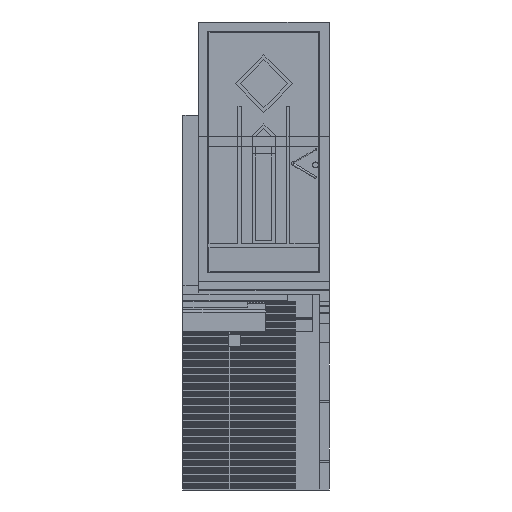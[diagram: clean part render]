
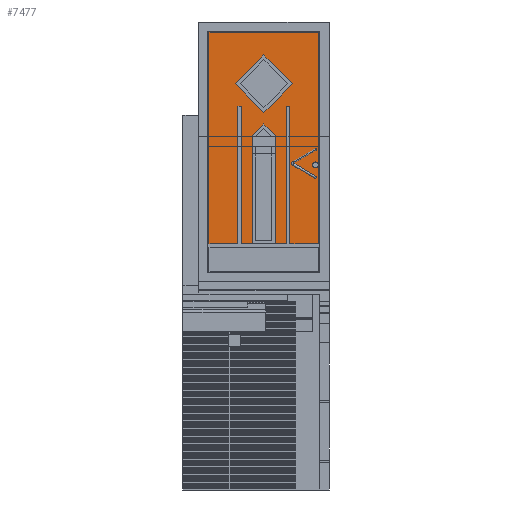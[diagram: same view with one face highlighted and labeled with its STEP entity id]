
A CAD part, left-side view. The second image highlights one B-rep face of the part: STEP entity #7477.
In plain terms, the highlighted planar face has unit normal (-1, 0, 0).
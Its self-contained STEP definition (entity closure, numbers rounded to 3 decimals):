
#7477=ADVANCED_FACE('',(#14144,#14145),#14146,.T.);
#14144=FACE_BOUND('',#22444,.T.);
#14145=FACE_OUTER_BOUND('',#22445,.T.);
#14146=PLANE('',#22446);
#22444=EDGE_LOOP('',(#33582,#33583,#33584,#33585));
#22445=EDGE_LOOP('',(#33586,#33587,#33588,#33589,#33590,#33591,#33592,#33593,#33594,#33595,#33596,#33597,#33598,#33599,#33600,#33601,#33602));
#22446=AXIS2_PLACEMENT_3D('',#33603,#33604,#33605);
#33582=ORIENTED_EDGE('',*,*,#44822,.T.);
#33583=ORIENTED_EDGE('',*,*,#46912,.T.);
#33584=ORIENTED_EDGE('',*,*,#46913,.T.);
#33585=ORIENTED_EDGE('',*,*,#45300,.T.);
#33586=ORIENTED_EDGE('',*,*,#43674,.T.);
#33587=ORIENTED_EDGE('',*,*,#46914,.F.);
#33588=ORIENTED_EDGE('',*,*,#44766,.F.);
#33589=ORIENTED_EDGE('',*,*,#45887,.F.);
#33590=ORIENTED_EDGE('',*,*,#45651,.F.);
#33591=ORIENTED_EDGE('',*,*,#46915,.F.);
#33592=ORIENTED_EDGE('',*,*,#46916,.F.);
#33593=ORIENTED_EDGE('',*,*,#45214,.F.);
#33594=ORIENTED_EDGE('',*,*,#46917,.F.);
#33595=ORIENTED_EDGE('',*,*,#46430,.F.);
#33596=ORIENTED_EDGE('',*,*,#46918,.F.);
#33597=ORIENTED_EDGE('',*,*,#46919,.F.);
#33598=ORIENTED_EDGE('',*,*,#43670,.T.);
#33599=ORIENTED_EDGE('',*,*,#46474,.T.);
#33600=ORIENTED_EDGE('',*,*,#46746,.T.);
#33601=ORIENTED_EDGE('',*,*,#46920,.T.);
#33602=ORIENTED_EDGE('',*,*,#44670,.T.);
#33603=CARTESIAN_POINT('',(1877.24,27.492,1141.651));
#33604=DIRECTION('',(-1.0,0.,0.0));
#33605=DIRECTION('',(0.,-1.0,0.0));
#43670=EDGE_CURVE('',#50780,#50778,#50781,.T.);
#43674=EDGE_CURVE('',#50788,#50786,#50789,.T.);
#44670=EDGE_CURVE('',#52465,#50788,#52466,.T.);
#44766=EDGE_CURVE('',#52616,#52618,#52619,.T.);
#44822=EDGE_CURVE('',#52709,#52707,#52710,.T.);
#45214=EDGE_CURVE('',#53323,#53326,#53327,.T.);
#45300=EDGE_CURVE('',#53457,#52709,#53458,.T.);
#45651=EDGE_CURVE('',#54003,#54005,#54006,.T.);
#45887=EDGE_CURVE('',#54005,#52616,#54348,.T.);
#46430=EDGE_CURVE('',#55125,#55127,#55128,.T.);
#46474=EDGE_CURVE('',#50778,#55188,#55190,.T.);
#46746=EDGE_CURVE('',#55188,#55557,#55559,.T.);
#46912=EDGE_CURVE('',#52707,#55794,#55795,.T.);
#46913=EDGE_CURVE('',#55794,#53457,#55796,.T.);
#46914=EDGE_CURVE('',#52618,#50786,#55797,.T.);
#46915=EDGE_CURVE('',#55798,#54003,#55799,.T.);
#46916=EDGE_CURVE('',#53326,#55798,#55800,.T.);
#46917=EDGE_CURVE('',#55127,#53323,#55801,.T.);
#46918=EDGE_CURVE('',#55802,#55125,#55803,.T.);
#46919=EDGE_CURVE('',#50780,#55802,#55804,.T.);
#46920=EDGE_CURVE('',#55557,#52465,#55805,.T.);
#50778=VERTEX_POINT('',#60691);
#50780=VERTEX_POINT('',#60694);
#50781=LINE('',#60695,#60696);
#50786=VERTEX_POINT('',#60703);
#50788=VERTEX_POINT('',#60706);
#50789=LINE('',#60707,#60708);
#52465=VERTEX_POINT('',#63137);
#52466=LINE('',#63138,#63139);
#52616=VERTEX_POINT('',#63356);
#52618=VERTEX_POINT('',#63359);
#52619=LINE('',#63360,#63361);
#52707=VERTEX_POINT('',#63490);
#52709=VERTEX_POINT('',#63493);
#52710=LINE('',#63494,#63495);
#53323=VERTEX_POINT('',#64389);
#53326=VERTEX_POINT('',#64393);
#53327=LINE('',#64394,#64395);
#53457=VERTEX_POINT('',#64585);
#53458=LINE('',#64586,#64587);
#54003=VERTEX_POINT('',#65384);
#54005=VERTEX_POINT('',#65387);
#54006=LINE('',#65388,#65389);
#54348=LINE('',#65892,#65893);
#55125=VERTEX_POINT('',#67040);
#55127=VERTEX_POINT('',#67043);
#55128=LINE('',#67044,#67045);
#55188=VERTEX_POINT('',#67134);
#55190=LINE('',#67137,#67138);
#55557=VERTEX_POINT('',#67682);
#55559=LINE('',#67685,#67686);
#55794=VERTEX_POINT('',#68030);
#55795=LINE('',#68031,#68032);
#55796=LINE('',#68033,#68034);
#55797=LINE('',#68035,#68036);
#55798=VERTEX_POINT('',#68037);
#55799=LINE('',#68038,#68039);
#55800=LINE('',#68040,#68041);
#55801=LINE('',#68042,#68043);
#55802=VERTEX_POINT('',#68044);
#55803=LINE('',#68045,#68046);
#55804=LINE('',#68047,#68048);
#55805=LINE('',#68049,#68050);
#60691=CARTESIAN_POINT('',(1877.24,-47.508,445.));
#60694=CARTESIAN_POINT('',(1877.24,0.347,445.));
#60695=CARTESIAN_POINT('',(1877.24,0.347,445.));
#60696=VECTOR('',#72955,50.0);
#60703=CARTESIAN_POINT('',(1877.24,-195.363,445.));
#60706=CARTESIAN_POINT('',(1877.24,-147.508,445.));
#60707=CARTESIAN_POINT('',(1877.24,-147.508,445.));
#60708=VECTOR('',#72959,50.0);
#63137=CARTESIAN_POINT('',(1877.24,-147.508,916.651));
#63138=CARTESIAN_POINT('',(1877.24,-147.508,916.651));
#63139=VECTOR('',#73731,50.0);
#63356=CARTESIAN_POINT('',(1877.24,-210.363,1043.795));
#63359=CARTESIAN_POINT('',(1877.24,-195.363,1043.795));
#63360=CARTESIAN_POINT('',(1877.24,-210.363,1043.795));
#63361=VECTOR('',#73800,50.0);
#63490=CARTESIAN_POINT('',(1877.24,-97.508,1266.651));
#63493=CARTESIAN_POINT('',(1877.24,27.492,1141.651));
#63494=CARTESIAN_POINT('',(1877.24,27.492,1141.651));
#63495=VECTOR('',#73843,50.0);
#64389=CARTESIAN_POINT('',(1877.24,141.242,445.));
#64393=CARTESIAN_POINT('',(1877.24,141.242,1365.0));
#64394=CARTESIAN_POINT('',(1877.24,141.242,445.));
#64395=VECTOR('',#74132,50.0);
#64585=CARTESIAN_POINT('',(1877.24,-97.508,1016.651));
#64586=CARTESIAN_POINT('',(1877.24,-97.508,1016.651));
#64587=VECTOR('',#74193,50.0);
#65384=CARTESIAN_POINT('',(1877.24,-336.258,445.));
#65387=CARTESIAN_POINT('',(1877.24,-210.363,445.));
#65388=CARTESIAN_POINT('',(1877.24,-336.258,445.));
#65389=VECTOR('',#74450,50.0);
#65892=CARTESIAN_POINT('',(1877.24,-210.363,445.));
#65893=VECTOR('',#74612,50.0);
#67040=CARTESIAN_POINT('',(1877.24,15.347,1043.795));
#67043=CARTESIAN_POINT('',(1877.24,15.347,445.));
#67044=CARTESIAN_POINT('',(1877.24,15.347,1043.795));
#67045=VECTOR('',#74984,50.0);
#67134=CARTESIAN_POINT('',(1877.24,-47.508,916.651));
#67137=CARTESIAN_POINT('',(1877.24,-47.508,445.));
#67138=VECTOR('',#75015,50.0);
#67682=CARTESIAN_POINT('',(1877.24,-97.508,966.651));
#67685=CARTESIAN_POINT('',(1877.24,-47.508,916.651));
#67686=VECTOR('',#75194,50.0);
#68030=CARTESIAN_POINT('',(1877.24,-222.508,1141.651));
#68031=CARTESIAN_POINT('',(1877.24,-97.508,1266.651));
#68032=VECTOR('',#75313,50.0);
#68033=CARTESIAN_POINT('',(1877.24,-222.508,1141.651));
#68034=VECTOR('',#75314,50.0);
#68035=CARTESIAN_POINT('',(1877.24,-195.363,1043.795));
#68036=VECTOR('',#75315,50.0);
#68037=CARTESIAN_POINT('',(1877.24,-336.258,1365.0));
#68038=CARTESIAN_POINT('',(1877.24,-336.258,1365.0));
#68039=VECTOR('',#75316,50.0);
#68040=CARTESIAN_POINT('',(1877.24,141.242,1365.0));
#68041=VECTOR('',#75317,50.0);
#68042=CARTESIAN_POINT('',(1877.24,15.347,445.));
#68043=VECTOR('',#75318,50.0);
#68044=CARTESIAN_POINT('',(1877.24,0.347,1043.795));
#68045=CARTESIAN_POINT('',(1877.24,0.347,1043.795));
#68046=VECTOR('',#75319,50.0);
#68047=CARTESIAN_POINT('',(1877.24,0.347,445.));
#68048=VECTOR('',#75320,50.0);
#68049=CARTESIAN_POINT('',(1877.24,-97.508,966.651));
#68050=VECTOR('',#75321,50.0);
#72955=DIRECTION('',(0.,-1.0,0.0));
#72959=DIRECTION('',(0.,-1.0,0.0));
#73731=DIRECTION('',(0.0,0.0,-1.0));
#73800=DIRECTION('',(0.,1.0,0.0));
#73843=DIRECTION('',(0.,-0.707,0.707));
#74132=DIRECTION('',(0.0,0.0,1.0));
#74193=DIRECTION('',(0.,0.707,0.707));
#74450=DIRECTION('',(0.,1.0,0.0));
#74612=DIRECTION('',(0.0,0.0,1.0));
#74984=DIRECTION('',(0.0,0.0,-1.0));
#75015=DIRECTION('',(0.0,0.0,1.0));
#75194=DIRECTION('',(0.,-0.707,0.707));
#75313=DIRECTION('',(0.,-0.707,-0.707));
#75314=DIRECTION('',(0.,0.707,-0.707));
#75315=DIRECTION('',(0.0,0.0,-1.0));
#75316=DIRECTION('',(0.0,0.0,-1.0));
#75317=DIRECTION('',(0.,-1.0,0.0));
#75318=DIRECTION('',(0.,1.0,0.0));
#75319=DIRECTION('',(0.,1.0,0.0));
#75320=DIRECTION('',(0.0,0.0,1.0));
#75321=DIRECTION('',(0.,-0.707,-0.707));
